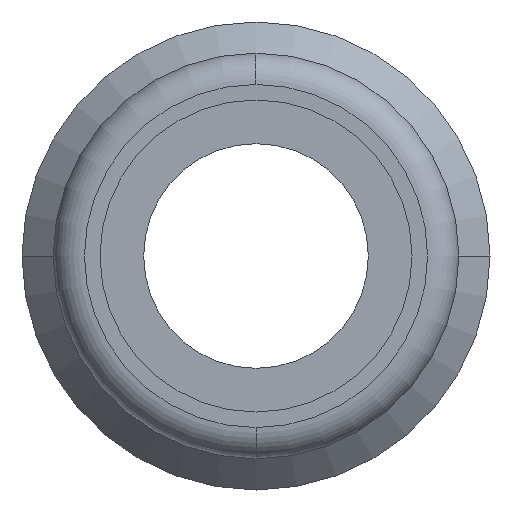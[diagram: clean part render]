
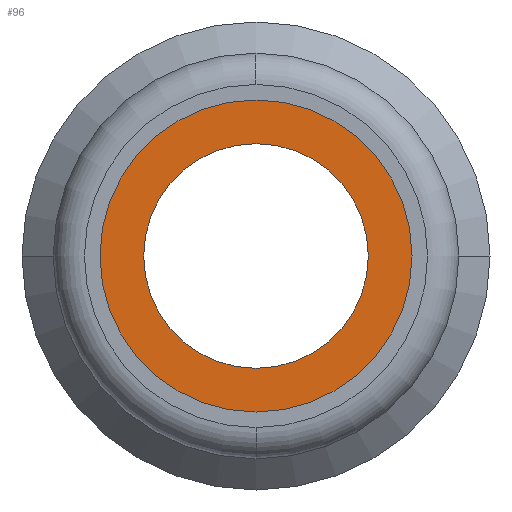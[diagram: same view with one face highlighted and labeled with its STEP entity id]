
A CAD part, front view. The second image highlights one B-rep face of the part: STEP entity #96.
In plain terms, the highlighted planar face has unit normal (0, -1, 0).
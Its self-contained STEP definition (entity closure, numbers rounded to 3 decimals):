
#96=ADVANCED_FACE('',(#209,#210),#211,.F.);
#209=FACE_OUTER_BOUND('',#344,.T.);
#210=FACE_BOUND('',#345,.T.);
#211=PLANE('',#346);
#344=EDGE_LOOP('',(#559,#560));
#345=EDGE_LOOP('',(#561,#562));
#346=AXIS2_PLACEMENT_3D('',#563,#564,#565);
#559=ORIENTED_EDGE('',*,*,#831,.F.);
#560=ORIENTED_EDGE('',*,*,#835,.F.);
#561=ORIENTED_EDGE('',*,*,#836,.T.);
#562=ORIENTED_EDGE('',*,*,#828,.T.);
#563=CARTESIAN_POINT('',(0.0,20.5,0.0));
#564=DIRECTION('',(-0.0,1.0,0.0));
#565=DIRECTION('',(1.0,0.0,0.0));
#828=EDGE_CURVE('',#998,#1002,#1004,.T.);
#831=EDGE_CURVE('',#1006,#1009,#1010,.T.);
#835=EDGE_CURVE('',#1009,#1006,#1015,.T.);
#836=EDGE_CURVE('',#1002,#998,#1016,.T.);
#998=VERTEX_POINT('',#1202);
#1002=VERTEX_POINT('',#1207);
#1004=CIRCLE('',#1210,3.6);
#1006=VERTEX_POINT('',#1212);
#1009=VERTEX_POINT('',#1216);
#1010=CIRCLE('',#1217,5.0);
#1015=CIRCLE('',#1223,5.0);
#1016=CIRCLE('',#1224,3.6);
#1202=CARTESIAN_POINT('',(3.6,20.5,0.));
#1207=CARTESIAN_POINT('',(-3.6,20.5,0.));
#1210=AXIS2_PLACEMENT_3D('',#1389,#1390,#1391);
#1212=CARTESIAN_POINT('',(5.0,20.5,0.0));
#1216=CARTESIAN_POINT('',(-5.0,20.5,0.));
#1217=AXIS2_PLACEMENT_3D('',#1393,#1394,#1395);
#1223=AXIS2_PLACEMENT_3D('',#1400,#1401,#1402);
#1224=AXIS2_PLACEMENT_3D('',#1403,#1404,#1405);
#1389=CARTESIAN_POINT('',(0.0,20.5,0.0));
#1390=DIRECTION('',(-0.0,1.0,0.0));
#1391=DIRECTION('',(1.0,0.0,0.0));
#1393=CARTESIAN_POINT('',(0.0,20.5,0.0));
#1394=DIRECTION('',(-0.0,1.0,0.0));
#1395=DIRECTION('',(1.0,0.0,0.0));
#1400=CARTESIAN_POINT('',(0.0,20.5,0.0));
#1401=DIRECTION('',(-0.0,1.0,0.0));
#1402=DIRECTION('',(1.0,0.0,0.0));
#1403=CARTESIAN_POINT('',(0.0,20.5,0.0));
#1404=DIRECTION('',(-0.0,1.0,0.0));
#1405=DIRECTION('',(1.0,0.0,0.0));
